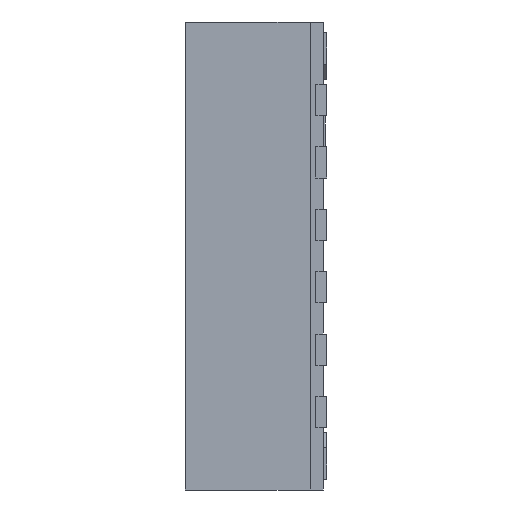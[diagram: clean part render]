
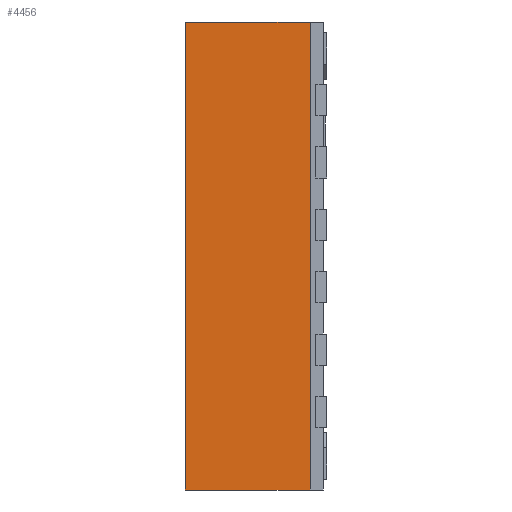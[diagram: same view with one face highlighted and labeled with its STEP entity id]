
A CAD part, left-side view. The second image highlights one B-rep face of the part: STEP entity #4456.
In plain terms, the highlighted planar face has unit normal (-1, 0, 0).
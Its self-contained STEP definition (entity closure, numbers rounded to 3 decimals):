
#65 = VECTOR ( 'NONE', #3134, 1000. ) ;
#84 = LINE ( 'NONE', #4744, #65 ) ;
#122 = CARTESIAN_POINT ( 'NONE',  ( -1.5, 0.8, 1.5 ) ) ;
#242 = EDGE_LOOP ( 'NONE', ( #464, #8959, #1816, #8729 ) ) ;
#464 = ORIENTED_EDGE ( 'NONE', *, *, #2596, .T. ) ;
#469 = VERTEX_POINT ( 'NONE', #122 ) ;
#523 = FACE_OUTER_BOUND ( 'NONE', #242, .T. ) ;
#1444 = VECTOR ( 'NONE', #3717, 1000. ) ;
#1816 = ORIENTED_EDGE ( 'NONE', *, *, #8844, .F. ) ;
#1965 = PLANE ( 'NONE',  #5245 ) ;
#2596 = EDGE_CURVE ( 'NONE', #6184, #5283, #6404, .T. ) ;
#2754 = DIRECTION ( 'NONE',  ( 0., -1., 0. ) ) ;
#2805 = DIRECTION ( 'NONE',  ( 0., 0., 1. ) ) ;
#3134 = DIRECTION ( 'NONE',  ( 0., -1., 0. ) ) ;
#3149 = VERTEX_POINT ( 'NONE', #8079 ) ;
#3717 = DIRECTION ( 'NONE',  ( 0., 0., 1. ) ) ;
#4244 = EDGE_CURVE ( 'NONE', #3149, #6184, #84, .T. ) ;
#4456 = ADVANCED_FACE ( 'NONE', ( #523 ), #1965, .F. ) ;
#4608 = CARTESIAN_POINT ( 'NONE',  ( -1.5, 0., -1.5 ) ) ;
#4744 = CARTESIAN_POINT ( 'NONE',  ( -1.5, 0.8, -1.5 ) ) ;
#5245 = AXIS2_PLACEMENT_3D ( 'NONE', #9250, #6269, #8330 ) ;
#5283 = VERTEX_POINT ( 'NONE', #7536 ) ;
#6184 = VERTEX_POINT ( 'NONE', #4608 ) ;
#6269 = DIRECTION ( 'NONE',  ( 1., 0., 0. ) ) ;
#6404 = LINE ( 'NONE', #9487, #1444 ) ;
#6489 = VECTOR ( 'NONE', #2754, 1000. ) ;
#6501 = LINE ( 'NONE', #6548, #9060 ) ;
#6548 = CARTESIAN_POINT ( 'NONE',  ( -1.5, 0.8, 1.5 ) ) ;
#6589 = LINE ( 'NONE', #9689, #6489 ) ;
#7536 = CARTESIAN_POINT ( 'NONE',  ( -1.5, 0., 1.5 ) ) ;
#8079 = CARTESIAN_POINT ( 'NONE',  ( -1.5, 0.8, -1.5 ) ) ;
#8330 = DIRECTION ( 'NONE',  ( 0., 0., -1. ) ) ;
#8729 = ORIENTED_EDGE ( 'NONE', *, *, #4244, .T. ) ;
#8844 = EDGE_CURVE ( 'NONE', #3149, #469, #6501, .T. ) ;
#8959 = ORIENTED_EDGE ( 'NONE', *, *, #9753, .F. ) ;
#9060 = VECTOR ( 'NONE', #2805, 1000. ) ;
#9250 = CARTESIAN_POINT ( 'NONE',  ( -1.5, 0.8, 1.5 ) ) ;
#9487 = CARTESIAN_POINT ( 'NONE',  ( -1.5, 0., 1.5 ) ) ;
#9689 = CARTESIAN_POINT ( 'NONE',  ( -1.5, 0.8, 1.5 ) ) ;
#9753 = EDGE_CURVE ( 'NONE', #469, #5283, #6589, .T. ) ;
